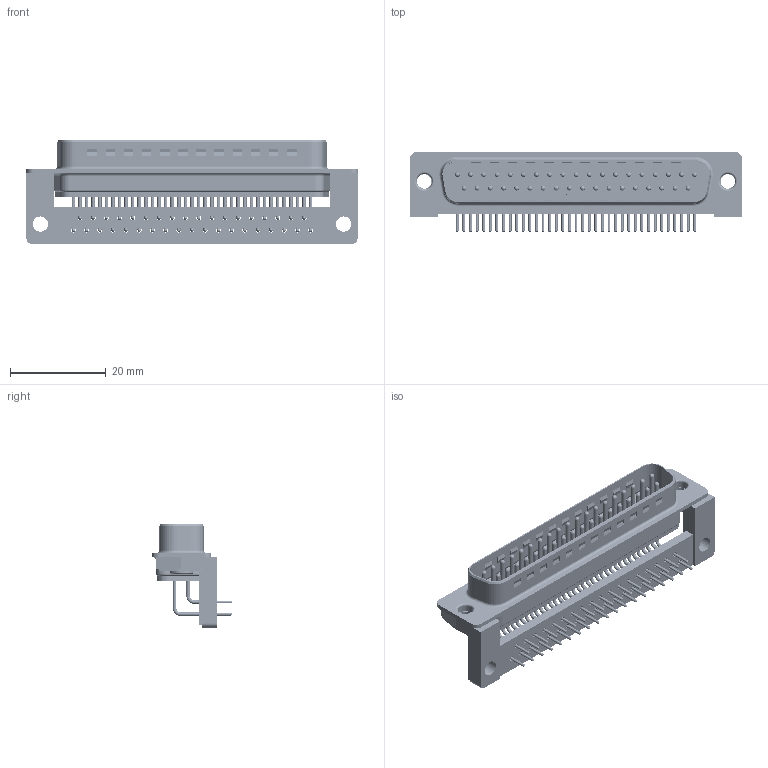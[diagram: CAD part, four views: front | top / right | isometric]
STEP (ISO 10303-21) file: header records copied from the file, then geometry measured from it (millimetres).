
FILE_DESCRIPTION(/* description */ ('Unknown'),/* implementation_level */ '2;1');
FILE_NAME(/* name */ '216112043',/* time_stamp */ '2019-04-04T16:44:56+08:00',/* author */ ('Unknown'),/* organization */ ('Unknown'),/* preprocessor_version */ 'ST-DEVELOPER v16.7',/* originating_system */ 'DEX',/* authorisation */ $);
FILE_SCHEMA (('AUTOMOTIVE_DESIGN {1 0 10303 214 3 1 1}'));
Length unit declared in the file: millimetre
Products named in the file (10): 216112043; N00638_BG; R+B00097_C19F_BG; R+B00097_C18F_BG; R+B00157_BG; R+B00155_BG; N00572_BG; N00753_BG; R+B00173_BG; R+B00104_male_BG
Assembly tree (46 placements, depth 2):
  216112043
    N00638_BG
    R+B00097_C19F_BG  x19
    R+B00097_C18F_BG  x18
    R+B00157_BG
    R+B00155_BG
    N00572_BG
    N00753_BG
    R+B00173_BG  x2
    R+B00104_male_BG  x2
Bounding box: 69.5 x 16.8 x 21.7 mm (x, y, z)
Volume: 4686.7 mm3; surface area: 13025.1 mm2
Topology: 46 solids, 46 shells, 6472 faces, 15793 edges, 9600 vertices
Faces by surface type: plane 5536, cylinder 538, cone 230, bspline 72, torus 59, sphere 37
Full cylindrical faces by diameter (mm): 0.242 x2, 0.281 x2, 0.6 x37, 0.7 x37, 0.75 x74, 1 x74, 1.02 x37, 1.28 x37, 1.8 x37, 2 x37, 2.03 x74, 3 x2, 3.2 x4, 3.3 x2, 4 x2, 4.06 x4, 4.08 x2, 4.3 x2, 5 x6
Entity records: 44928 total; most frequent: CARTESIAN_POINT 13467, ORIENTED_EDGE 5948, DIRECTION 5892, EDGE_CURVE 2974, AXIS2_PLACEMENT_3D 2076, VERTEX_POINT 2059, EDGE_LOOP 1917, FACE_BOUND 1917
